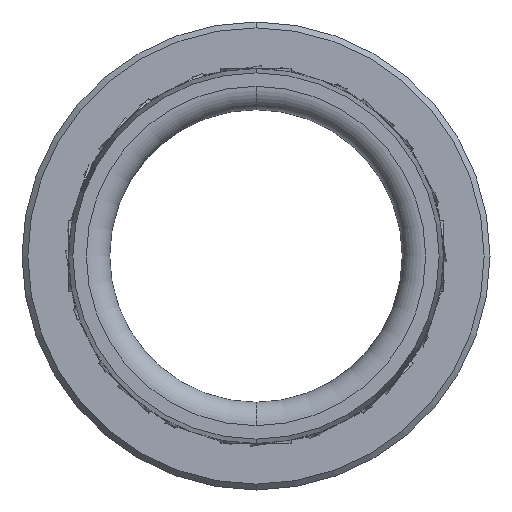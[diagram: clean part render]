
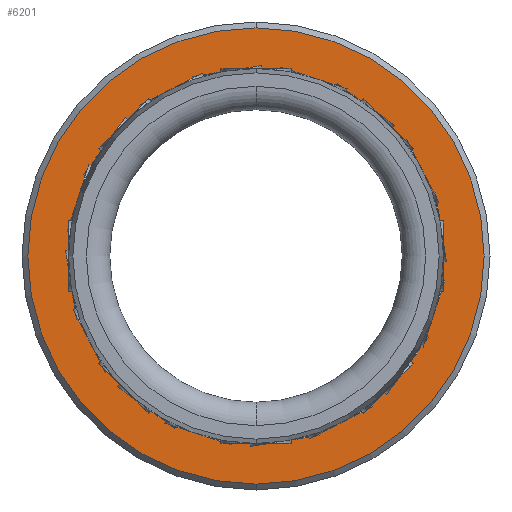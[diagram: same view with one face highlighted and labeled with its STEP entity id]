
A CAD part, front view. The second image highlights one B-rep face of the part: STEP entity #6201.
In plain terms, the highlighted planar face has unit normal (0, -1, 0).
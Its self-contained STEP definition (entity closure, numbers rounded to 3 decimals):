
#51 = DIRECTION ( 'NONE',  ( 0., 0., -1. ) ) ;
#194 = CARTESIAN_POINT ( 'NONE',  ( 0., 15.929, -19.5 ) ) ;
#200 = CIRCLE ( 'NONE', #1632, 19.5 ) ;
#389 = CIRCLE ( 'NONE', #5302, 16. ) ;
#512 = CARTESIAN_POINT ( 'NONE',  ( 0., 15.929, 16. ) ) ;
#573 = FACE_BOUND ( 'NONE', #2379, .T. ) ;
#606 = CARTESIAN_POINT ( 'NONE',  ( 16., 15.929, 0. ) ) ;
#895 = VERTEX_POINT ( 'NONE', #194 ) ;
#1022 = CARTESIAN_POINT ( 'NONE',  ( 0., 15.929, 19.5 ) ) ;
#1040 = CARTESIAN_POINT ( 'NONE',  ( 0., 15.929, 0. ) ) ;
#1267 = AXIS2_PLACEMENT_3D ( 'NONE', #5188, #4267, #6292 ) ;
#1361 = EDGE_CURVE ( 'NONE', #1366, #1923, #389, .T. ) ;
#1366 = VERTEX_POINT ( 'NONE', #512 ) ;
#1608 = DIRECTION ( 'NONE',  ( 0., -1., 0. ) ) ;
#1632 = AXIS2_PLACEMENT_3D ( 'NONE', #1040, #5167, #51 ) ;
#1715 = CARTESIAN_POINT ( 'NONE',  ( 0., 15.929, 0. ) ) ;
#1775 = CIRCLE ( 'NONE', #1267, 19.5 ) ;
#1787 = DIRECTION ( 'NONE',  ( 0., 0., -1. ) ) ;
#1866 = DIRECTION ( 'NONE',  ( 0., 0., -1. ) ) ;
#1923 = VERTEX_POINT ( 'NONE', #6465 ) ;
#2132 = EDGE_CURVE ( 'NONE', #3193, #895, #200, .T. ) ;
#2379 = EDGE_LOOP ( 'NONE', ( #2946, #6439 ) ) ;
#2538 = EDGE_LOOP ( 'NONE', ( #5228, #5898 ) ) ;
#2557 = PLANE ( 'NONE',  #4420 ) ;
#2660 = AXIS2_PLACEMENT_3D ( 'NONE', #3448, #5953, #1866 ) ;
#2946 = ORIENTED_EDGE ( 'NONE', *, *, #3580, .F. ) ;
#3123 = DIRECTION ( 'NONE',  ( 0., 0., -1. ) ) ;
#3193 = VERTEX_POINT ( 'NONE', #1022 ) ;
#3299 = DIRECTION ( 'NONE',  ( 0., -1., 0. ) ) ;
#3448 = CARTESIAN_POINT ( 'NONE',  ( 0., 15.929, 0. ) ) ;
#3580 = EDGE_CURVE ( 'NONE', #1923, #1366, #6012, .T. ) ;
#4267 = DIRECTION ( 'NONE',  ( 0., -1., 0. ) ) ;
#4420 = AXIS2_PLACEMENT_3D ( 'NONE', #606, #1608, #3123 ) ;
#4943 = FACE_OUTER_BOUND ( 'NONE', #2538, .T. ) ;
#5167 = DIRECTION ( 'NONE',  ( 0., -1., 0. ) ) ;
#5188 = CARTESIAN_POINT ( 'NONE',  ( 0., 15.929, 0. ) ) ;
#5228 = ORIENTED_EDGE ( 'NONE', *, *, #2132, .T. ) ;
#5302 = AXIS2_PLACEMENT_3D ( 'NONE', #1715, #3299, #1787 ) ;
#5665 = EDGE_CURVE ( 'NONE', #895, #3193, #1775, .T. ) ;
#5898 = ORIENTED_EDGE ( 'NONE', *, *, #5665, .T. ) ;
#5953 = DIRECTION ( 'NONE',  ( 0., -1., 0. ) ) ;
#6012 = CIRCLE ( 'NONE', #2660, 16. ) ;
#6201 = ADVANCED_FACE ( 'NONE', ( #4943, #573 ), #2557, .T. ) ;
#6292 = DIRECTION ( 'NONE',  ( 0., 0., -1. ) ) ;
#6439 = ORIENTED_EDGE ( 'NONE', *, *, #1361, .F. ) ;
#6465 = CARTESIAN_POINT ( 'NONE',  ( 0., 15.929, -16. ) ) ;
